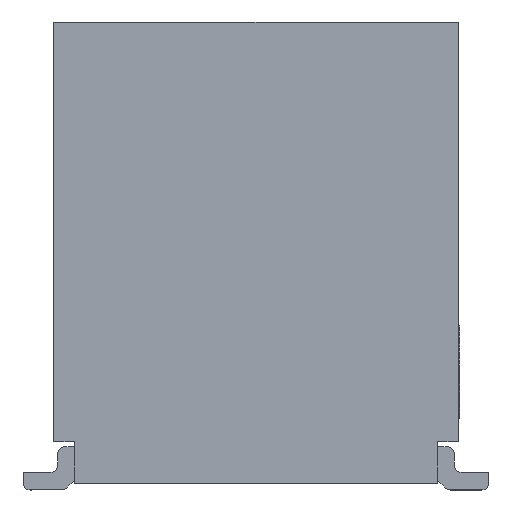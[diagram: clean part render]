
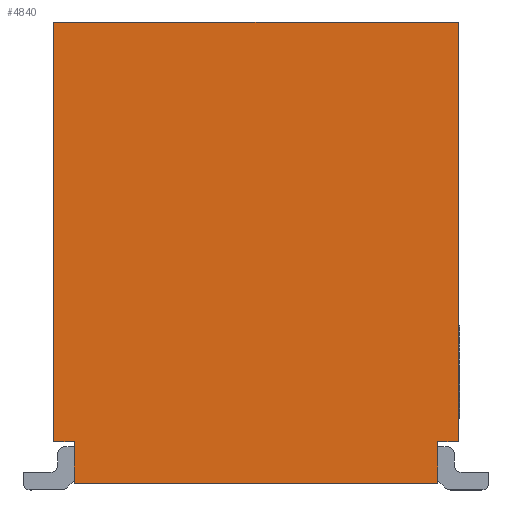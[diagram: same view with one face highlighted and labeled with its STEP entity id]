
A CAD part, left-side view. The second image highlights one B-rep face of the part: STEP entity #4840.
In plain terms, the highlighted planar face has unit normal (-1, 0, 0).
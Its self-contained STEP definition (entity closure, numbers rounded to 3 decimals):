
#348 = CARTESIAN_POINT ( 'NONE',  ( -1.415, 0.015, -1.65 ) ) ;
#1119 = EDGE_CURVE ( 'NONE', #9570, #16207, #21789, .T. ) ;
#1288 = LINE ( 'NONE', #11390, #27685 ) ;
#1651 = ORIENTED_EDGE ( 'NONE', *, *, #27906, .T. ) ;
#2676 = VERTEX_POINT ( 'NONE', #26761 ) ;
#4840 = ADVANCED_FACE ( 'NONE', ( #27494 ), #15057, .T. ) ;
#4984 = CARTESIAN_POINT ( 'NONE',  ( -1.415, -1.305, -1.65 ) ) ;
#5766 = EDGE_CURVE ( 'NONE', #2676, #10806, #1288, .T. ) ;
#5883 = DIRECTION ( 'NONE',  ( 0., -1., 0. ) ) ;
#6487 = CARTESIAN_POINT ( 'NONE',  ( -1.415, 1.485, -0.5 ) ) ;
#7161 = ORIENTED_EDGE ( 'NONE', *, *, #1119, .T. ) ;
#7836 = DIRECTION ( 'NONE',  ( 0., 1., 0. ) ) ;
#8052 = ORIENTED_EDGE ( 'NONE', *, *, #10125, .F. ) ;
#8069 = CARTESIAN_POINT ( 'NONE',  ( -1.415, 1.335, -0.5 ) ) ;
#8582 = LINE ( 'NONE', #18718, #21823 ) ;
#9210 = ORIENTED_EDGE ( 'NONE', *, *, #5766, .T. ) ;
#9450 = EDGE_CURVE ( 'NONE', #28078, #29029, #14196, .T. ) ;
#9570 = VERTEX_POINT ( 'NONE', #17673 ) ;
#9796 = LINE ( 'NONE', #348, #27429 ) ;
#9911 = DIRECTION ( 'NONE',  ( 0., 0., -1. ) ) ;
#10125 = EDGE_CURVE ( 'NONE', #9570, #28078, #23667, .T. ) ;
#10806 = VERTEX_POINT ( 'NONE', #4984 ) ;
#11390 = CARTESIAN_POINT ( 'NONE',  ( -1.415, -1.305, -0.5 ) ) ;
#11953 = VECTOR ( 'NONE', #9911, 1000. ) ;
#12413 = VECTOR ( 'NONE', #21475, 1000. ) ;
#12709 = CARTESIAN_POINT ( 'NONE',  ( -1.415, 1.559, -2.034 ) ) ;
#13054 = DIRECTION ( 'NONE',  ( 0., 1., 0. ) ) ;
#14196 = LINE ( 'NONE', #29812, #31723 ) ;
#15057 = PLANE ( 'NONE',  #30339 ) ;
#15196 = CARTESIAN_POINT ( 'NONE',  ( -1.415, 1.335, -1.95 ) ) ;
#15216 = DIRECTION ( 'NONE',  ( -1., 0., 0. ) ) ;
#15846 = VECTOR ( 'NONE', #5883, 1000. ) ;
#16207 = VERTEX_POINT ( 'NONE', #28728 ) ;
#16771 = ORIENTED_EDGE ( 'NONE', *, *, #19672, .F. ) ;
#17673 = CARTESIAN_POINT ( 'NONE',  ( -1.415, 1.485, 1.4 ) ) ;
#17874 = LINE ( 'NONE', #8069, #11953 ) ;
#18718 = CARTESIAN_POINT ( 'NONE',  ( -1.415, 0.015, -1.65 ) ) ;
#19672 = EDGE_CURVE ( 'NONE', #29029, #10806, #9796, .T. ) ;
#20184 = EDGE_CURVE ( 'NONE', #2676, #22299, #30276, .T. ) ;
#20279 = ORIENTED_EDGE ( 'NONE', *, *, #20184, .F. ) ;
#21013 = CARTESIAN_POINT ( 'NONE',  ( -1.415, 0.015, 1.4 ) ) ;
#21197 = DIRECTION ( 'NONE',  ( 0., 0., 1. ) ) ;
#21400 = CARTESIAN_POINT ( 'NONE',  ( -1.415, 1.335, -1.65 ) ) ;
#21475 = DIRECTION ( 'NONE',  ( 0., 0., -1. ) ) ;
#21493 = CARTESIAN_POINT ( 'NONE',  ( -1.415, -1.455, -1.65 ) ) ;
#21789 = LINE ( 'NONE', #6487, #12413 ) ;
#21823 = VECTOR ( 'NONE', #13054, 1000. ) ;
#22157 = DIRECTION ( 'NONE',  ( 0., 0., -1. ) ) ;
#22299 = VERTEX_POINT ( 'NONE', #15196 ) ;
#22398 = DIRECTION ( 'NONE',  ( 0., 1., 0. ) ) ;
#22541 = ORIENTED_EDGE ( 'NONE', *, *, #24135, .F. ) ;
#23667 = LINE ( 'NONE', #21013, #15846 ) ;
#24135 = EDGE_CURVE ( 'NONE', #32192, #16207, #8582, .T. ) ;
#25867 = VECTOR ( 'NONE', #7836, 1000. ) ;
#26761 = CARTESIAN_POINT ( 'NONE',  ( -1.415, -1.305, -1.95 ) ) ;
#27429 = VECTOR ( 'NONE', #22398, 1000. ) ;
#27494 = FACE_OUTER_BOUND ( 'NONE', #29210, .T. ) ;
#27685 = VECTOR ( 'NONE', #21197, 1000. ) ;
#27906 = EDGE_CURVE ( 'NONE', #32192, #22299, #17874, .T. ) ;
#28078 = VERTEX_POINT ( 'NONE', #29311 ) ;
#28728 = CARTESIAN_POINT ( 'NONE',  ( -1.415, 1.485, -1.65 ) ) ;
#29029 = VERTEX_POINT ( 'NONE', #21493 ) ;
#29210 = EDGE_LOOP ( 'NONE', ( #1651, #20279, #9210, #16771, #29965, #8052, #7161, #22541 ) ) ;
#29311 = CARTESIAN_POINT ( 'NONE',  ( -1.415, -1.455, 1.4 ) ) ;
#29812 = CARTESIAN_POINT ( 'NONE',  ( -1.415, -1.455, -0.5 ) ) ;
#29965 = ORIENTED_EDGE ( 'NONE', *, *, #9450, .F. ) ;
#30276 = LINE ( 'NONE', #32759, #25867 ) ;
#30339 = AXIS2_PLACEMENT_3D ( 'NONE', #12709, #15216, #32675 ) ;
#31723 = VECTOR ( 'NONE', #22157, 1000. ) ;
#32192 = VERTEX_POINT ( 'NONE', #21400 ) ;
#32675 = DIRECTION ( 'NONE',  ( 0., 0., -1. ) ) ;
#32759 = CARTESIAN_POINT ( 'NONE',  ( -1.415, 0.015, -1.95 ) ) ;
